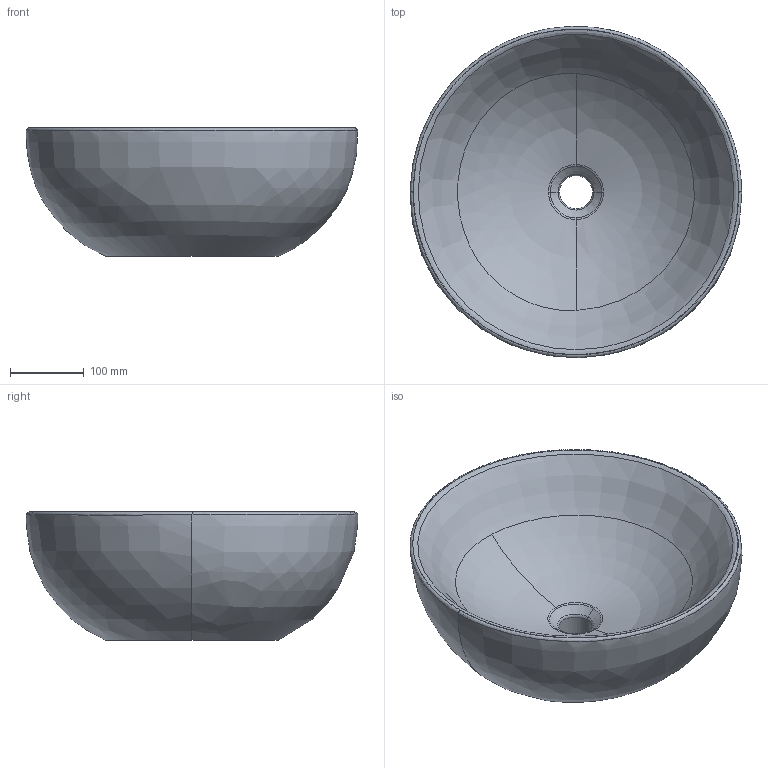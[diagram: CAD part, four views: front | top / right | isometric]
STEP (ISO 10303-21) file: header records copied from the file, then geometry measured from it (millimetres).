
FILE_DESCRIPTION(/* description */ (''),/* implementation_level */ '2;1');
FILE_NAME(/* name */ '1119 Roma ince bantli canak.stp',/* time_stamp */ '2016-07-13T09:44:33+03:00',/* author */ (''),/* organization */ (''),/* preprocessor_version */ 'ST-DEVELOPER v16',/* originating_system */ 'SIEMENS PLM Software NX 10.0',/* authorisation */ '');
FILE_SCHEMA (('AP203_CONFIGURATION_CONTROLLED_3D_DESIGN_OF_MECHANICAL_PARTS_AND_ASSEMBLIES_MIM_LF { 1 0 10303 403 2 1 2}'));
Length unit declared in the file: millimetre
Products named in the file (1): Cosk22944ED88ny0
Bounding box: 450 x 450 x 174.17 mm (x, y, z)
Volume: 11092442.4 mm3; surface area: 538605.2 mm2
Topology: 1 solids, 1 shells, 53 faces, 123 edges, 70 vertices
Faces by surface type: bspline 34, cone 7, torus 7, plane 4, cylinder 1
Full cylindrical faces by diameter (mm): 45 x1
Entity records: 6262 total; most frequent: CARTESIAN_POINT 5270, ORIENTED_EDGE 224, DIRECTION 116, EDGE_CURVE 112, B_SPLINE_CURVE_WITH_KNOTS 74, VERTEX_POINT 68, EDGE_LOOP 62, AXIS2_PLACEMENT_3D 57
